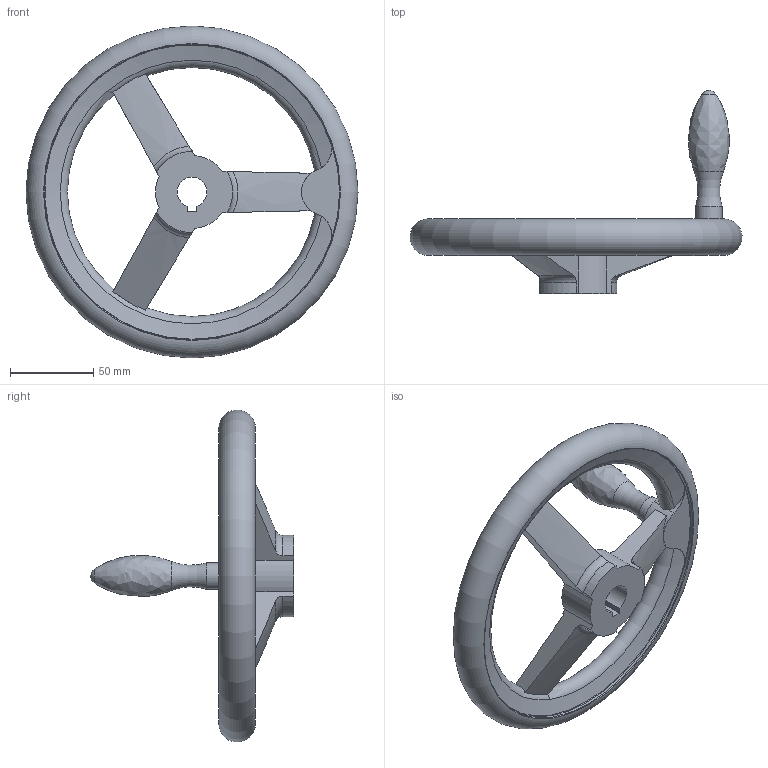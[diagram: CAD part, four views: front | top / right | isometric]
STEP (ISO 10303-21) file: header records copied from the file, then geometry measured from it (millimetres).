
FILE_DESCRIPTION( ( 'STEP AP214' ), '1' );
FILE_NAME( 'K0160.3200X18.stp', '2020-11-26T10:10:20', ( '' ), ( '' ), ' ', 'PARTsolutions', ' ' );
FILE_SCHEMA( ( 'AUTOMOTIVE_DESIGN { 1 0 10303 214 1 1 1 1 }' ) );
Length unit declared in the file: millimetre
Products named in the file (1): _K0160.3200X18
Bounding box: 199.96 x 122.37 x 199.96 mm (x, y, z)
Volume: 304502.7 mm3; surface area: 64076.6 mm2
Topology: 1 solids, 1 shells, 60 faces, 175 edges, 114 vertices
Faces by surface type: cylinder 20, torus 17, plane 13, cone 8, bspline 1, sphere 1
Full cylindrical faces by diameter (mm): 16 x1, 178 x2
Entity records: 2884 total; most frequent: CARTESIAN_POINT 901, ORIENTED_EDGE 320, DIRECTION 288, EDGE_CURVE 160, AXIS2_PLACEMENT_3D 120, VERTEX_POINT 112, EDGE_LOOP 76, FACE_OUTER_BOUND 70
